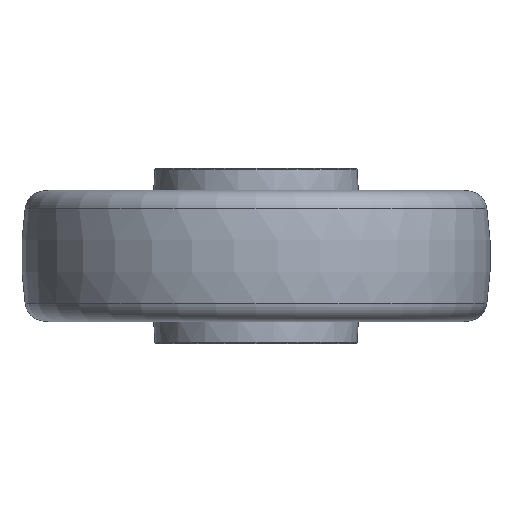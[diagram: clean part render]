
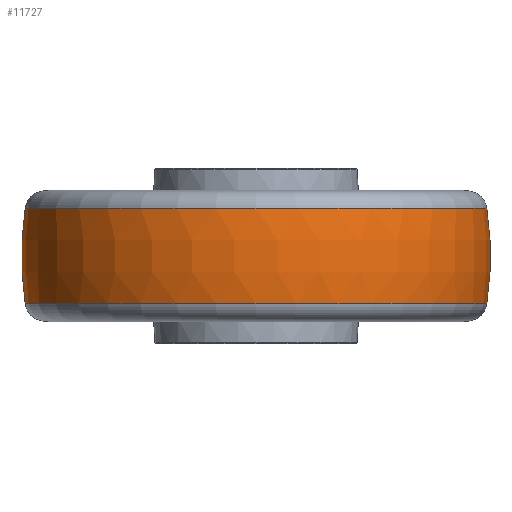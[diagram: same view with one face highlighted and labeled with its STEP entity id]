
A CAD part, front view. The second image highlights one B-rep face of the part: STEP entity #11727.
In plain terms, the highlighted toroidal (fillet/blend) face has major radius 30 mm and minor radius 110 mm.
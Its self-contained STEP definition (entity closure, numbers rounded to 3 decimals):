
#652 = CARTESIAN_POINT ( 'NONE',  ( 81.853, 30.969, -16.289 ) ) ;
#690 = VERTEX_POINT ( 'NONE', #13729 ) ;
#774 = CARTESIAN_POINT ( 'NONE',  ( 81.853, 30.969, 0. ) ) ;
#833 = DIRECTION ( 'NONE',  ( -1., 0., 0. ) ) ;
#1804 = DIRECTION ( 'NONE',  ( -1., 0., 0. ) ) ;
#1933 = DIRECTION ( 'NONE',  ( 0., 1., 0. ) ) ;
#2582 = CIRCLE ( 'NONE', #3205, 110. ) ;
#2737 = EDGE_CURVE ( 'NONE', #14299, #690, #2582, .T. ) ;
#2911 = DIRECTION ( 'NONE',  ( 0., -1., 0. ) ) ;
#3205 = AXIS2_PLACEMENT_3D ( 'NONE', #8696, #1933, #9824 ) ;
#3290 = CIRCLE ( 'NONE', #4524, 78.787 ) ;
#3483 = AXIS2_PLACEMENT_3D ( 'NONE', #9655, #2911, #10752 ) ;
#4271 = ORIENTED_EDGE ( 'NONE', *, *, #11034, .T. ) ;
#4524 = AXIS2_PLACEMENT_3D ( 'NONE', #12142, #5441, #13232 ) ;
#5243 = EDGE_CURVE ( 'NONE', #690, #6457, #5765, .T. ) ;
#5441 = DIRECTION ( 'NONE',  ( 0., 0., -1. ) ) ;
#5765 = CIRCLE ( 'NONE', #9690, 78.787 ) ;
#5962 = CARTESIAN_POINT ( 'NONE',  ( 160.64, 30.969, 16.289 ) ) ;
#6368 = ORIENTED_EDGE ( 'NONE', *, *, #5243, .F. ) ;
#6457 = VERTEX_POINT ( 'NONE', #12071 ) ;
#6874 = ORIENTED_EDGE ( 'NONE', *, *, #2737, .F. ) ;
#7001 = AXIS2_PLACEMENT_3D ( 'NONE', #774, #7608, #833 ) ;
#7608 = DIRECTION ( 'NONE',  ( 0., 0., -1. ) ) ;
#8578 = DIRECTION ( 'NONE',  ( 0., 0., -1. ) ) ;
#8696 = CARTESIAN_POINT ( 'NONE',  ( 51.853, 30.969, 0. ) ) ;
#9145 = CARTESIAN_POINT ( 'NONE',  ( 3.066, 30.969, 16.289 ) ) ;
#9655 = CARTESIAN_POINT ( 'NONE',  ( 111.853, 30.969, 0. ) ) ;
#9690 = AXIS2_PLACEMENT_3D ( 'NONE', #652, #8578, #1804 ) ;
#9824 = DIRECTION ( 'NONE',  ( -1., 0., 0. ) ) ;
#10165 = TOROIDAL_SURFACE ( 'NONE', #7001, -30., 110. ) ;
#10368 = CIRCLE ( 'NONE', #3483, 110. ) ;
#10752 = DIRECTION ( 'NONE',  ( 1., 0., 0. ) ) ;
#11034 = EDGE_CURVE ( 'NONE', #12058, #6457, #10368, .T. ) ;
#11187 = FACE_OUTER_BOUND ( 'NONE', #11554, .T. ) ;
#11554 = EDGE_LOOP ( 'NONE', ( #6874, #13806, #4271, #6368 ) ) ;
#11727 = ADVANCED_FACE ( 'NONE', ( #11187 ), #10165, .T. ) ;
#12058 = VERTEX_POINT ( 'NONE', #9145 ) ;
#12071 = CARTESIAN_POINT ( 'NONE',  ( 3.066, 30.969, -16.289 ) ) ;
#12142 = CARTESIAN_POINT ( 'NONE',  ( 81.853, 30.969, 16.289 ) ) ;
#13232 = DIRECTION ( 'NONE',  ( -1., 0., 0. ) ) ;
#13685 = EDGE_CURVE ( 'NONE', #14299, #12058, #3290, .T. ) ;
#13729 = CARTESIAN_POINT ( 'NONE',  ( 160.64, 30.969, -16.289 ) ) ;
#13806 = ORIENTED_EDGE ( 'NONE', *, *, #13685, .T. ) ;
#14299 = VERTEX_POINT ( 'NONE', #5962 ) ;
